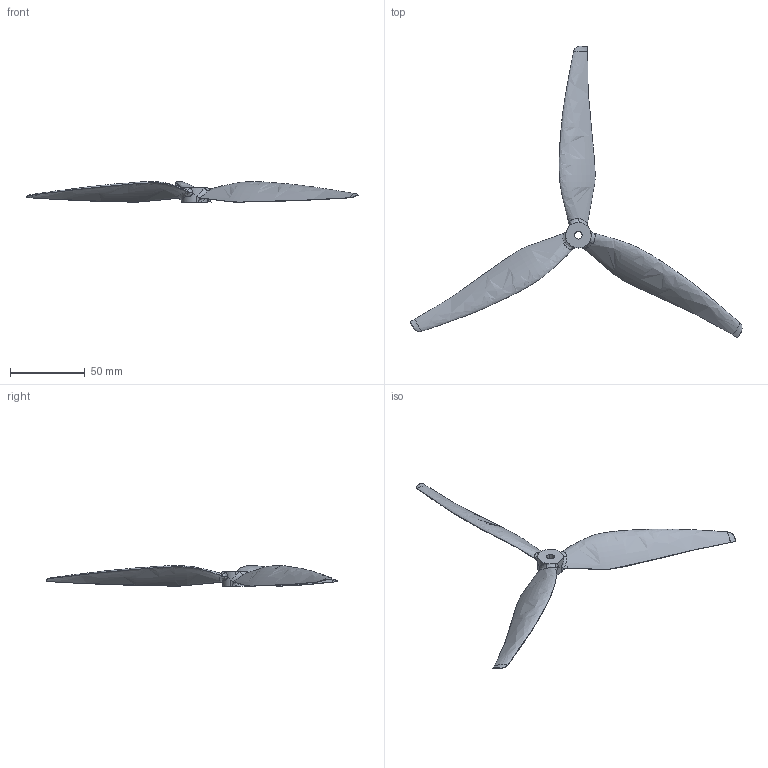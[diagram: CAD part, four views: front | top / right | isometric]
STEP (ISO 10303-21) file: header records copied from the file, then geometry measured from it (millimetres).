
FILE_DESCRIPTION (( 'STEP AP214' ), '1' );
FILE_NAME ('10x55x3.STEP', '2024-06-09T18:44:26', ( '' ), ( '' ), 'SwSTEP 2.0', 'SolidWorks 2021', '' );
FILE_SCHEMA (( 'AUTOMOTIVE_DESIGN' ));
Length unit declared in the file: millimetre
Products named in the file (1): 10x55x3
Bounding box: 221.99 x 195.11 x 14.03 mm (x, y, z)
Volume: 14865.1 mm3; surface area: 15634.8 mm2
Topology: 1 solids, 1 shells, 72 faces, 204 edges, 125 vertices
Faces by surface type: bspline 51, cylinder 13, plane 8
Entity records: 8057 total; most frequent: CARTESIAN_POINT 6685, ORIENTED_EDGE 390, EDGE_CURVE 195, B_SPLINE_CURVE_WITH_KNOTS 155, VERTEX_POINT 125, DIRECTION 105, EDGE_LOOP 74, ADVANCED_FACE 72
